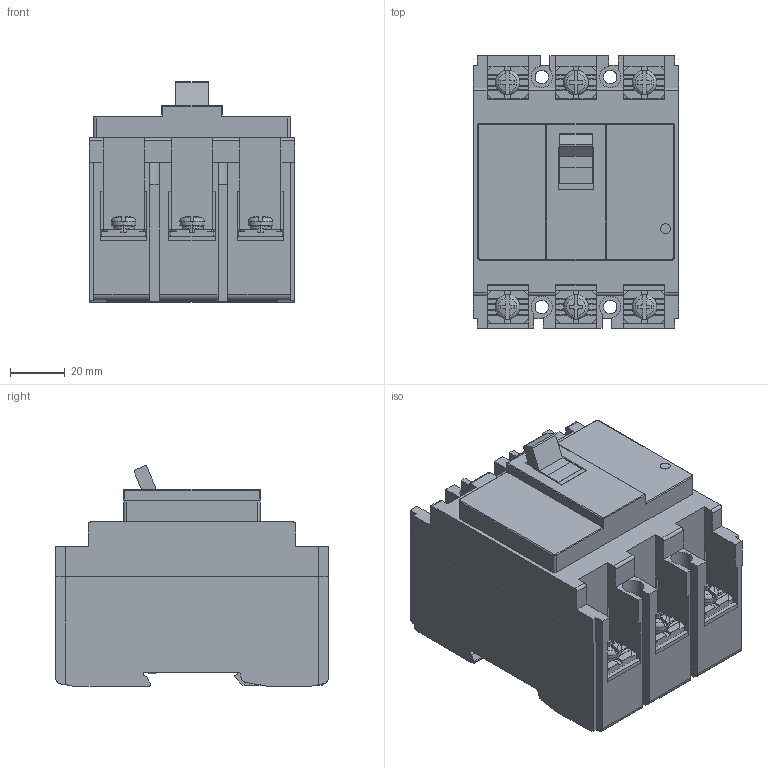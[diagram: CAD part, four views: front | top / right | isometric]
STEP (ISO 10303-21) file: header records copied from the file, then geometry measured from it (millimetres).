
FILE_DESCRIPTION(('CoCreate Modeling STEP Export'),'2;1');
FILE_NAME('Ｅ3０ＮＦ３Ｆ.stp','2016-03-23T14:51:33',(''),(''),'CoCreate Modeling STEP processor for AP214 (Solid Model)','CoCreate Modeling 17.0 01-Apr-2010 (C) Parametric Technology GmbH','');
FILE_SCHEMA(('AUTOMOTIVE_DESIGN { 1 0 10303 214 1 1 1 1 }'));
Length unit declared in the file: millimetre
Products named in the file (8): P1; P4.5; P3; P6.4; P7.1; P2.2; P5; Ｅ3０ＮＦ３Ｆ
Assembly tree (26 placements, depth 2):
  Ｅ3０ＮＦ３Ｆ
    P4.5  x6
    P5  x6
    P2.2  x3
    P7.1  x3
    P6.4  x6
    P3
    P1
Bounding box: 75 x 99.5 x 80.5 mm (x, y, z)
Volume: 396340.1 mm3; surface area: 61384.8 mm2
Topology: 26 solids, 26 shells, 1096 faces, 3054 edges, 2003 vertices
Faces by surface type: plane 699, cylinder 291, bspline 60, sphere 18, torus 16, cone 12
Entity records: 34886 total; most frequent: CARTESIAN_POINT 24047, ORIENTED_EDGE 2392, DIRECTION 1948, EDGE_CURVE 1196, VECTOR 806, LINE 806, VERTEX_POINT 785, AXIS2_PLACEMENT_3D 571
